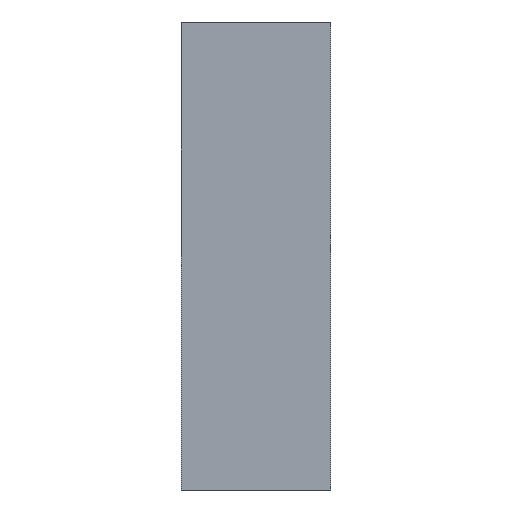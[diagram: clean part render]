
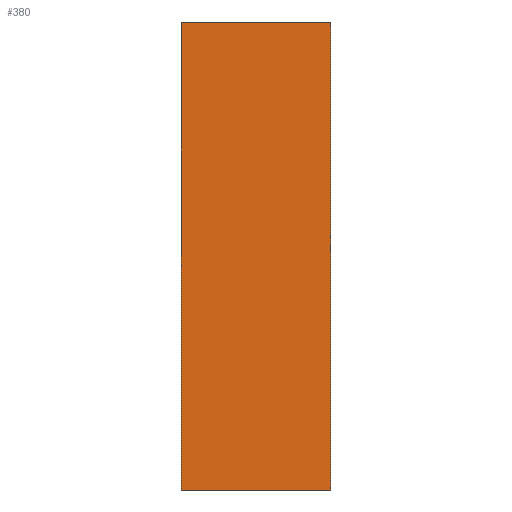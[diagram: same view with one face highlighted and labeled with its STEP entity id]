
A CAD part, left-side view. The second image highlights one B-rep face of the part: STEP entity #380.
In plain terms, the highlighted planar face has unit normal (-1, 0, 0).
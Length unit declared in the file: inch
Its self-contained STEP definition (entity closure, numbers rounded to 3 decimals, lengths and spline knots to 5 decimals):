
#58=FACE_OUTER_BOUND('',#87,.T.);
#87=EDGE_LOOP('',(#331,#332,#333,#334));
#98=LINE('',#536,#138);
#127=LINE('',#611,#167);
#128=LINE('',#614,#168);
#129=LINE('',#615,#169);
#138=VECTOR('',#430,0.3937);
#167=VECTOR('',#505,0.3937);
#168=VECTOR('',#508,0.3937);
#169=VECTOR('',#509,0.3937);
#175=VERTEX_POINT('',#529);
#178=VERTEX_POINT('',#534);
#201=VERTEX_POINT('',#609);
#202=VERTEX_POINT('',#613);
#210=EDGE_CURVE('',#178,#175,#98,.T.);
#247=EDGE_CURVE('',#201,#178,#127,.T.);
#248=EDGE_CURVE('',#202,#201,#128,.T.);
#249=EDGE_CURVE('',#175,#202,#129,.T.);
#331=ORIENTED_EDGE('',*,*,#247,.F.);
#332=ORIENTED_EDGE('',*,*,#248,.F.);
#333=ORIENTED_EDGE('',*,*,#249,.F.);
#334=ORIENTED_EDGE('',*,*,#210,.F.);
#360=PLANE('',#411);
#380=ADVANCED_FACE('',(#58),#360,.T.);
#411=AXIS2_PLACEMENT_3D('',#612,#506,#507);
#430=DIRECTION('',(0.,0.,-1.));
#505=DIRECTION('',(0.,-1.,0.));
#506=DIRECTION('center_axis',(-1.,0.,0.));
#507=DIRECTION('ref_axis',(0.,0.,
1.));
#508=DIRECTION('',(0.,0.,1.));
#509=DIRECTION('',(0.,1.,0.));
#529=CARTESIAN_POINT('',(-0.075,-0.12,-0.535));
#534=CARTESIAN_POINT('',(-0.075,-0.12,0.075));
#536=CARTESIAN_POINT('',(-0.075,-0.12,-0.535));
#609=CARTESIAN_POINT('',(-0.075,0.075,0.075));
#611=CARTESIAN_POINT('',(-0.075,0.,0.075));
#612=CARTESIAN_POINT('Origin',(-0.075,0.,-0.535));
#613=CARTESIAN_POINT('',(-0.075,0.075,-0.535));
#614=CARTESIAN_POINT('',(-0.075,0.075,-0.535));
#615=CARTESIAN_POINT('',(-0.075,0.,-0.535));
